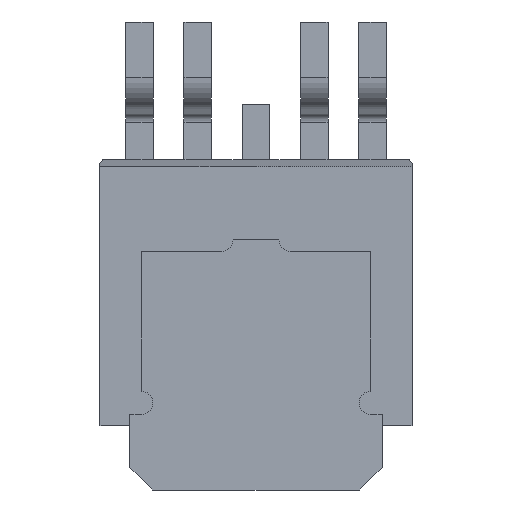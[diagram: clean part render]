
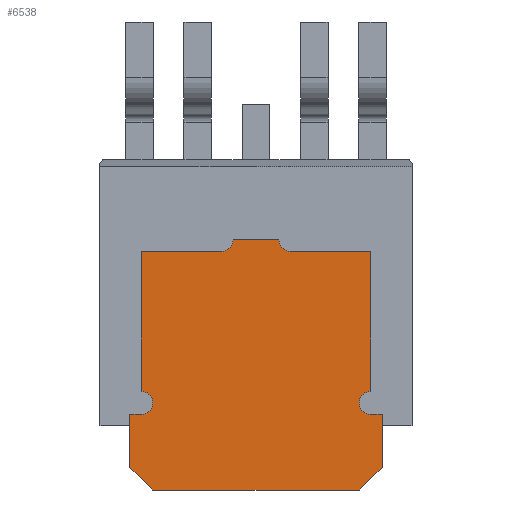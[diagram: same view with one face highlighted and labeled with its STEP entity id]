
A CAD part, front view. The second image highlights one B-rep face of the part: STEP entity #6538.
In plain terms, the highlighted planar face has unit normal (0, -1, 0).
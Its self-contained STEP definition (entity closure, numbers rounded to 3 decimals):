
#272=DIRECTION('',(-1.,0.,0.));
#273=VECTOR('',#272,4.5);
#274=CARTESIAN_POINT('',(2.25,-0.01,-4.3));
#275=LINE('',#274,#273);
#279=DIRECTION('',(-0.707,0.,0.707));
#280=VECTOR('',#279,0.707);
#281=CARTESIAN_POINT('',(-2.25,-0.01,-4.3));
#282=LINE('',#281,#280);
#286=DIRECTION('',(0.,0.,1.));
#287=VECTOR('',#286,1.15);
#288=CARTESIAN_POINT('',(-2.75,-0.01,-3.8));
#289=LINE('',#288,#287);
#293=DIRECTION('',(1.,0.,0.));
#294=VECTOR('',#293,0.25);
#295=CARTESIAN_POINT('',(-2.75,-0.01,-2.65));
#296=LINE('',#295,#294);
#300=CARTESIAN_POINT('',(-2.5,-0.01,-2.4));
#301=DIRECTION('',(0.,-1.,0.));
#302=DIRECTION('',(0.,0.,-1.));
#303=AXIS2_PLACEMENT_3D('',#300,#301,#302);
#308=DIRECTION('',(0.,0.,1.));
#309=VECTOR('',#308,3.05);
#310=CARTESIAN_POINT('',(-2.5,-0.01,-2.15));
#311=LINE('',#310,#309);
#315=DIRECTION('',(1.,0.,0.));
#316=VECTOR('',#315,1.75);
#317=CARTESIAN_POINT('',(-2.5,-0.01,0.9));
#318=LINE('',#317,#316);
#322=CARTESIAN_POINT('',(-0.75,-0.01,1.15));
#323=DIRECTION('',(0.,-1.,0.));
#324=DIRECTION('',(0.,0.,-1.));
#325=AXIS2_PLACEMENT_3D('',#322,#323,#324);
#330=DIRECTION('',(1.,0.,0.));
#331=VECTOR('',#330,1.);
#332=CARTESIAN_POINT('',(-0.5,-0.01,1.15));
#333=LINE('',#332,#331);
#337=CARTESIAN_POINT('',(0.75,-0.01,1.15));
#338=DIRECTION('',(0.,-1.,0.));
#339=DIRECTION('',(-1.,0.,0.));
#340=AXIS2_PLACEMENT_3D('',#337,#338,#339);
#345=DIRECTION('',(1.,0.,0.));
#346=VECTOR('',#345,1.75);
#347=CARTESIAN_POINT('',(0.75,-0.01,0.9));
#348=LINE('',#347,#346);
#352=DIRECTION('',(0.,0.,-1.));
#353=VECTOR('',#352,3.05);
#354=CARTESIAN_POINT('',(2.5,-0.01,0.9));
#355=LINE('',#354,#353);
#359=CARTESIAN_POINT('',(2.5,-0.01,-2.4));
#360=DIRECTION('',(0.,-1.,0.));
#361=DIRECTION('',(0.,0.,1.));
#362=AXIS2_PLACEMENT_3D('',#359,#360,#361);
#367=DIRECTION('',(1.,0.,0.));
#368=VECTOR('',#367,0.25);
#369=CARTESIAN_POINT('',(2.5,-0.01,-2.65));
#370=LINE('',#369,#368);
#374=DIRECTION('',(0.,0.,-1.));
#375=VECTOR('',#374,1.15);
#376=CARTESIAN_POINT('',(2.75,-0.01,-2.65));
#377=LINE('',#376,#375);
#381=DIRECTION('',(-0.707,0.,-0.707));
#382=VECTOR('',#381,0.707);
#383=CARTESIAN_POINT('',(2.75,-0.01,-3.8));
#384=LINE('',#383,#382);
#5385=CARTESIAN_POINT('',(2.25,-0.01,-4.3));
#5386=CARTESIAN_POINT('',(-2.25,-0.01,-4.3));
#5387=VERTEX_POINT('',#5385);
#5388=VERTEX_POINT('',#5386);
#5389=CARTESIAN_POINT('',(-2.75,-0.01,-3.8));
#5390=CARTESIAN_POINT('',(-2.75,-0.01,-2.65));
#5391=VERTEX_POINT('',#5389);
#5392=VERTEX_POINT('',#5390);
#5393=CARTESIAN_POINT('',(-2.5,-0.01,-2.15));
#5394=CARTESIAN_POINT('',(-2.5,-0.01,0.9));
#5395=VERTEX_POINT('',#5393);
#5396=VERTEX_POINT('',#5394);
#5397=CARTESIAN_POINT('',(2.5,-0.01,0.9));
#5398=CARTESIAN_POINT('',(2.5,-0.01,-2.15));
#5399=VERTEX_POINT('',#5397);
#5400=VERTEX_POINT('',#5398);
#5401=CARTESIAN_POINT('',(2.75,-0.01,-2.65));
#5402=CARTESIAN_POINT('',(2.75,-0.01,-3.8));
#5403=VERTEX_POINT('',#5401);
#5404=VERTEX_POINT('',#5402);
#6149=CARTESIAN_POINT('',(-2.5,-0.01,-2.65));
#6150=VERTEX_POINT('',#6149);
#6151=CARTESIAN_POINT('',(-0.75,-0.01,0.9));
#6152=VERTEX_POINT('',#6151);
#6153=CARTESIAN_POINT('',(-0.5,-0.01,1.15));
#6154=VERTEX_POINT('',#6153);
#6155=CARTESIAN_POINT('',(0.5,-0.01,1.15));
#6156=VERTEX_POINT('',#6155);
#6157=CARTESIAN_POINT('',(0.75,-0.01,0.9));
#6158=VERTEX_POINT('',#6157);
#6159=CARTESIAN_POINT('',(2.5,-0.01,-2.65));
#6160=VERTEX_POINT('',#6159);
#6512=CARTESIAN_POINT('',(0.,-0.01,0.));
#6513=DIRECTION('',(0.,1.,0.));
#6514=DIRECTION('',(1.,0.,0.));
#6515=AXIS2_PLACEMENT_3D('',#6512,#6513,#6514);
#6516=PLANE('',#6515);
#6518=ORIENTED_EDGE('',*,*,#6517,.T.);
#6520=ORIENTED_EDGE('',*,*,#6519,.T.);
#6521=ORIENTED_EDGE('',*,*,#6476,.T.);
#6522=ORIENTED_EDGE('',*,*,#6493,.T.);
#6523=ORIENTED_EDGE('',*,*,#6506,.T.);
#6524=ORIENTED_EDGE('',*,*,#6297,.T.);
#6525=ORIENTED_EDGE('',*,*,#6312,.T.);
#6526=ORIENTED_EDGE('',*,*,#6326,.T.);
#6527=ORIENTED_EDGE('',*,*,#6340,.T.);
#6528=ORIENTED_EDGE('',*,*,#6354,.T.);
#6529=ORIENTED_EDGE('',*,*,#6368,.T.);
#6530=ORIENTED_EDGE('',*,*,#6382,.T.);
#6531=ORIENTED_EDGE('',*,*,#6396,.T.);
#6532=ORIENTED_EDGE('',*,*,#6410,.T.);
#6533=ORIENTED_EDGE('',*,*,#6427,.T.);
#6535=ORIENTED_EDGE('',*,*,#6534,.T.);
#6536=EDGE_LOOP('',(#6518,#6520,#6521,#6522,#6523,#6524,#6525,#6526,#6527,#6528,
#6529,#6530,#6531,#6532,#6533,#6535));
#6537=FACE_OUTER_BOUND('',#6536,.F.);
#6538=ADVANCED_FACE('',(#6537),#6516,.F.);
#304=CIRCLE('',#303,0.25);
#326=CIRCLE('',#325,0.25);
#341=CIRCLE('',#340,0.25);
#363=CIRCLE('',#362,0.25);
#6297=EDGE_CURVE('',#5395,#5396,#311,.T.);
#6312=EDGE_CURVE('',#5396,#6152,#318,.T.);
#6326=EDGE_CURVE('',#6152,#6154,#326,.T.);
#6340=EDGE_CURVE('',#6154,#6156,#333,.T.);
#6354=EDGE_CURVE('',#6156,#6158,#341,.T.);
#6368=EDGE_CURVE('',#6158,#5399,#348,.T.);
#6382=EDGE_CURVE('',#5399,#5400,#355,.T.);
#6396=EDGE_CURVE('',#5400,#6160,#363,.T.);
#6410=EDGE_CURVE('',#6160,#5403,#370,.T.);
#6427=EDGE_CURVE('',#5403,#5404,#377,.T.);
#6476=EDGE_CURVE('',#5391,#5392,#289,.T.);
#6493=EDGE_CURVE('',#5392,#6150,#296,.T.);
#6506=EDGE_CURVE('',#6150,#5395,#304,.T.);
#6517=EDGE_CURVE('',#5387,#5388,#275,.T.);
#6519=EDGE_CURVE('',#5388,#5391,#282,.T.);
#6534=EDGE_CURVE('',#5404,#5387,#384,.T.);
